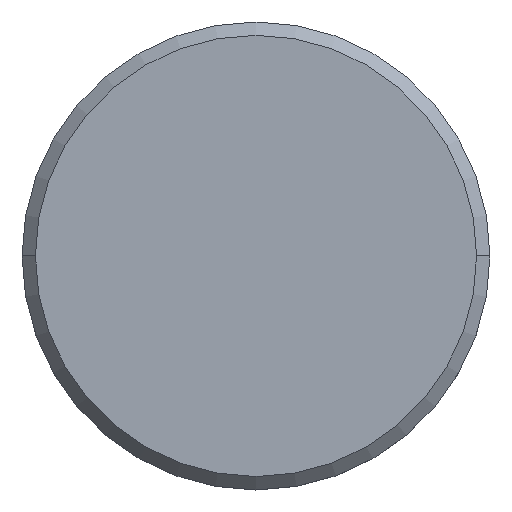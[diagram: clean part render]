
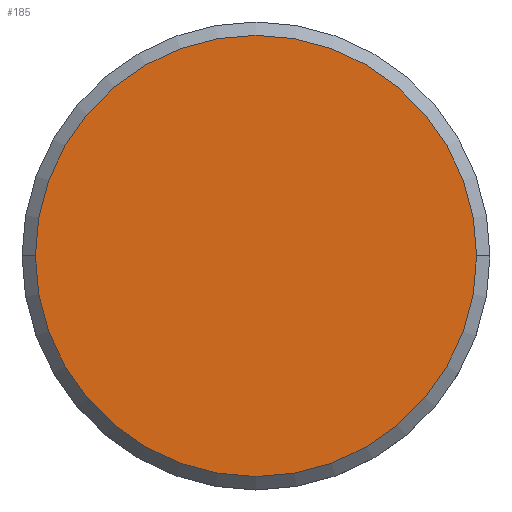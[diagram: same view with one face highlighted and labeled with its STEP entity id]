
A CAD part, top view. The second image highlights one B-rep face of the part: STEP entity #185.
In plain terms, the highlighted planar face has unit normal (0, 0, 1).
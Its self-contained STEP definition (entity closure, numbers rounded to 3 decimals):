
#17 = AXIS2_PLACEMENT_3D ( 'NONE', #257, #135, #263 ) ;
#22 = DIRECTION ( 'NONE',  ( 1., 0., 0. ) ) ;
#23 = CARTESIAN_POINT ( 'NONE',  ( 0., 0., 204. ) ) ;
#24 = CARTESIAN_POINT ( 'NONE',  ( 16.5, 0., 204. ) ) ;
#43 = CIRCLE ( 'NONE', #341, 16.5 ) ;
#54 = EDGE_CURVE ( 'NONE', #134, #193, #126, .T. ) ;
#61 = DIRECTION ( 'NONE',  ( 0., 0., 1. ) ) ;
#93 = EDGE_CURVE ( 'NONE', #193, #134, #43, .T. ) ;
#126 = CIRCLE ( 'NONE', #214, 16.5 ) ;
#134 = VERTEX_POINT ( 'NONE', #24 ) ;
#135 = DIRECTION ( 'NONE',  ( 0., 0., 1. ) ) ;
#139 = CARTESIAN_POINT ( 'NONE',  ( -16.5, 0., 204. ) ) ;
#168 = DIRECTION ( 'NONE',  ( 0., 0., 1. ) ) ;
#185 = ADVANCED_FACE ( 'NONE', ( #291 ), #230, .T. ) ;
#193 = VERTEX_POINT ( 'NONE', #139 ) ;
#214 = AXIS2_PLACEMENT_3D ( 'NONE', #225, #168, #22 ) ;
#225 = CARTESIAN_POINT ( 'NONE',  ( 0., 0., 204. ) ) ;
#230 = PLANE ( 'NONE',  #17 ) ;
#235 = ORIENTED_EDGE ( 'NONE', *, *, #93, .T. ) ;
#257 = CARTESIAN_POINT ( 'NONE',  ( 0., 0., 204. ) ) ;
#263 = DIRECTION ( 'NONE',  ( 1., 0., 0. ) ) ;
#291 = FACE_OUTER_BOUND ( 'NONE', #315, .T. ) ;
#303 = ORIENTED_EDGE ( 'NONE', *, *, #54, .T. ) ;
#315 = EDGE_LOOP ( 'NONE', ( #235, #303 ) ) ;
#341 = AXIS2_PLACEMENT_3D ( 'NONE', #23, #61, #402 ) ;
#402 = DIRECTION ( 'NONE',  ( 1., 0., 0. ) ) ;
